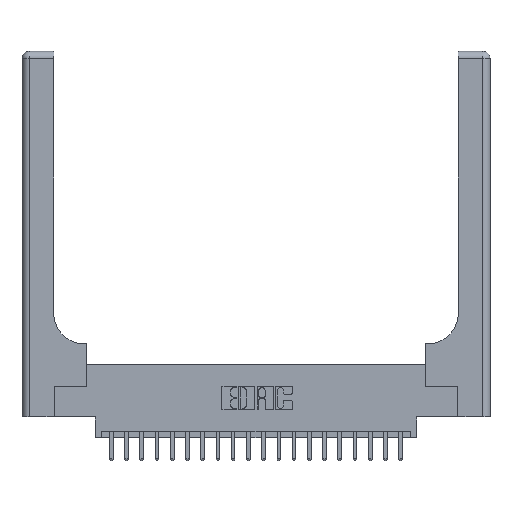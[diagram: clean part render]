
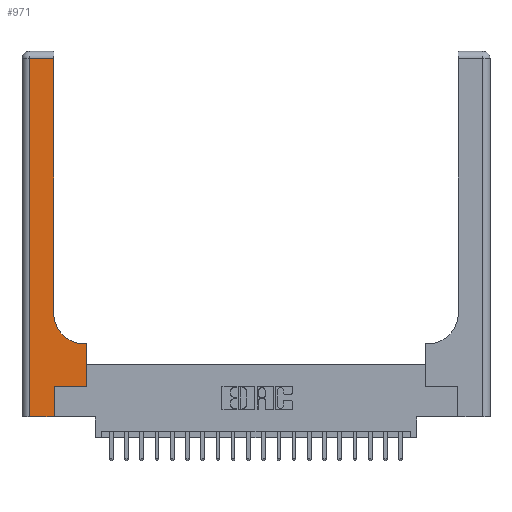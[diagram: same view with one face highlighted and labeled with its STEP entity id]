
A CAD part, top view. The second image highlights one B-rep face of the part: STEP entity #971.
In plain terms, the highlighted planar face has unit normal (0, 0, 1).
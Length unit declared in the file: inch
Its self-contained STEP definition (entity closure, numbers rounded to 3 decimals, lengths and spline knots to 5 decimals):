
#422 = ORIENTED_EDGE ( 'NONE', *, *, #7600, .T. ) ;
#971 = ADVANCED_FACE ( 'NONE', ( #13860 ), #2459, .F. ) ;
#1408 = EDGE_CURVE ( 'NONE', #1887, #20949, #19163, .T. ) ;
#1554 = DIRECTION ( 'NONE',  ( 0., 1., 0. ) ) ;
#1801 = LINE ( 'NONE', #20314, #19125 ) ;
#1887 = VERTEX_POINT ( 'NONE', #5508 ) ;
#2138 = CARTESIAN_POINT ( 'NONE',  ( 0.51, 0.85, 0.37 ) ) ;
#2344 = VERTEX_POINT ( 'NONE', #4475 ) ;
#2459 = PLANE ( 'NONE',  #13779 ) ;
#2790 = ORIENTED_EDGE ( 'NONE', *, *, #13332, .T. ) ;
#2834 = CARTESIAN_POINT ( 'NONE',  ( 0.51, 0.6, 0.37 ) ) ;
#3000 = CARTESIAN_POINT ( 'NONE',  ( 0.265, 0., 0.37 ) ) ;
#3260 = DIRECTION ( 'NONE',  ( 1., 0., 0. ) ) ;
#3401 = ORIENTED_EDGE ( 'NONE', *, *, #21322, .T. ) ;
#3639 = LINE ( 'NONE', #17343, #15116 ) ;
#3928 = VECTOR ( 'NONE', #18972, 39.37008 ) ;
#3960 = ORIENTED_EDGE ( 'NONE', *, *, #14235, .T. ) ;
#4038 = VECTOR ( 'NONE', #1554, 39.37008 ) ;
#4254 = ORIENTED_EDGE ( 'NONE', *, *, #15332, .T. ) ;
#4475 = CARTESIAN_POINT ( 'NONE',  ( 0.265, 0.25, 0.37 ) ) ;
#4788 = VERTEX_POINT ( 'NONE', #8842 ) ;
#5507 = DIRECTION ( 'NONE',  ( 0., -1., 0. ) ) ;
#5508 = CARTESIAN_POINT ( 'NONE',  ( 0.528, 0.6, 0.37 ) ) ;
#5558 = DIRECTION ( 'NONE',  ( 0., 0., -1. ) ) ;
#5687 = DIRECTION ( 'NONE',  ( 0., 0., -1. ) ) ;
#5895 = DIRECTION ( 'NONE',  ( -1., 0., 0. ) ) ;
#6139 = EDGE_CURVE ( 'NONE', #8188, #2344, #12218, .T. ) ;
#6204 = LINE ( 'NONE', #18506, #4038 ) ;
#7036 = VECTOR ( 'NONE', #21057, 39.37008 ) ;
#7077 = CARTESIAN_POINT ( 'NONE',  ( 0.06, 0., 0.37 ) ) ;
#7151 = DIRECTION ( 'NONE',  ( -1., 0., 0. ) ) ;
#7600 = EDGE_CURVE ( 'NONE', #2344, #17878, #1801, .T. ) ;
#8188 = VERTEX_POINT ( 'NONE', #3000 ) ;
#8518 = ORIENTED_EDGE ( 'NONE', *, *, #1408, .T. ) ;
#8541 = VERTEX_POINT ( 'NONE', #12565 ) ;
#8842 = CARTESIAN_POINT ( 'NONE',  ( 0.06, 2.94, 0.37 ) ) ;
#9156 = ORIENTED_EDGE ( 'NONE', *, *, #11188, .T. ) ;
#9429 = EDGE_CURVE ( 'NONE', #15819, #8188, #9535, .T. ) ;
#9535 = LINE ( 'NONE', #18068, #10473 ) ;
#10473 = VECTOR ( 'NONE', #11537, 39.37008 ) ;
#11038 = LINE ( 'NONE', #17797, #12031 ) ;
#11188 = EDGE_CURVE ( 'NONE', #4788, #15819, #11038, .T. ) ;
#11361 = VECTOR ( 'NONE', #15807, 39.37008 ) ;
#11537 = DIRECTION ( 'NONE',  ( 1., 0., 0. ) ) ;
#12031 = VECTOR ( 'NONE', #5507, 39.37008 ) ;
#12218 = LINE ( 'NONE', #13962, #3928 ) ;
#12416 = CARTESIAN_POINT ( 'NONE',  ( 0.528, 0.25, 0.37 ) ) ;
#12449 = DIRECTION ( 'NONE',  ( 1., 0., 0. ) ) ;
#12565 = CARTESIAN_POINT ( 'NONE',  ( 0.26, 2.94, 0.37 ) ) ;
#13332 = EDGE_CURVE ( 'NONE', #8541, #4788, #3639, .T. ) ;
#13779 = AXIS2_PLACEMENT_3D ( 'NONE', #15720, #5558, #5895 ) ;
#13860 = FACE_OUTER_BOUND ( 'NONE', #15641, .T. ) ;
#13934 = CARTESIAN_POINT ( 'NONE',  ( 0.26, 0.6, 0.37 ) ) ;
#13962 = CARTESIAN_POINT ( 'NONE',  ( 0.265, 0., 0.37 ) ) ;
#14193 = CARTESIAN_POINT ( 'NONE',  ( 0.528, 0.25, 0.37 ) ) ;
#14235 = EDGE_CURVE ( 'NONE', #16146, #8541, #6204, .T. ) ;
#15084 = ORIENTED_EDGE ( 'NONE', *, *, #6139, .T. ) ;
#15116 = VECTOR ( 'NONE', #7151, 39.37008 ) ;
#15332 = EDGE_CURVE ( 'NONE', #17878, #1887, #20841, .T. ) ;
#15641 = EDGE_LOOP ( 'NONE', ( #3960, #2790, #9156, #16101, #15084, #422, #4254, #8518, #3401 ) ) ;
#15720 = CARTESIAN_POINT ( 'NONE',  ( 0., 3., 0.37 ) ) ;
#15807 = DIRECTION ( 'NONE',  ( 0., 1., 0. ) ) ;
#15819 = VERTEX_POINT ( 'NONE', #7077 ) ;
#16101 = ORIENTED_EDGE ( 'NONE', *, *, #9429, .T. ) ;
#16146 = VERTEX_POINT ( 'NONE', #20259 ) ;
#17343 = CARTESIAN_POINT ( 'NONE',  ( 0., 2.94, 0.37 ) ) ;
#17797 = CARTESIAN_POINT ( 'NONE',  ( 0.06, 3., 0.37 ) ) ;
#17878 = VERTEX_POINT ( 'NONE', #14193 ) ;
#17991 = AXIS2_PLACEMENT_3D ( 'NONE', #2138, #5687, #12449 ) ;
#18068 = CARTESIAN_POINT ( 'NONE',  ( 0., 0., 0.37 ) ) ;
#18506 = CARTESIAN_POINT ( 'NONE',  ( 0.26, 3., 0.37 ) ) ;
#18972 = DIRECTION ( 'NONE',  ( 0., 1., 0. ) ) ;
#19125 = VECTOR ( 'NONE', #3260, 39.37008 ) ;
#19163 = LINE ( 'NONE', #13934, #7036 ) ;
#20136 = CIRCLE ( 'NONE', #17991, 0.25 ) ;
#20259 = CARTESIAN_POINT ( 'NONE',  ( 0.26, 0.85, 0.37 ) ) ;
#20314 = CARTESIAN_POINT ( 'NONE',  ( 0.265, 0.25, 0.37 ) ) ;
#20841 = LINE ( 'NONE', #12416, #11361 ) ;
#20949 = VERTEX_POINT ( 'NONE', #2834 ) ;
#21057 = DIRECTION ( 'NONE',  ( -1., 0., 0. ) ) ;
#21322 = EDGE_CURVE ( 'NONE', #20949, #16146, #20136, .T. ) ;
